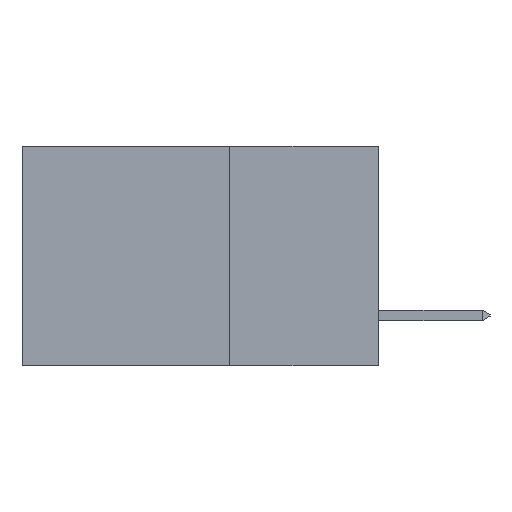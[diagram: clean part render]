
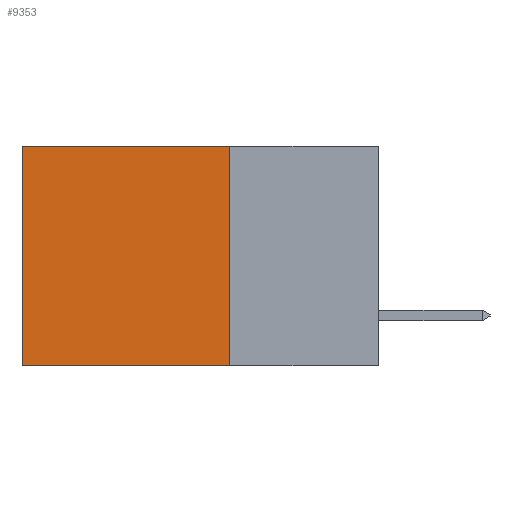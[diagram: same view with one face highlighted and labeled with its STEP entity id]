
A CAD part, left-side view. The second image highlights one B-rep face of the part: STEP entity #9353.
In plain terms, the highlighted planar face has unit normal (-1, 0, 0).
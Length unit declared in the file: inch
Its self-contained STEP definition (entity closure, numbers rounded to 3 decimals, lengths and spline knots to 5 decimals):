
#1256 = VECTOR ( 'NONE', #5300, 39.37008 ) ;
#1999 = ORIENTED_EDGE ( 'NONE', *, *, #12249, .F. ) ;
#2042 = VERTEX_POINT ( 'NONE', #2574 ) ;
#2574 = CARTESIAN_POINT ( 'NONE',  ( 0.2615, 0.25, -0.37 ) ) ;
#4361 = DIRECTION ( 'NONE',  ( 0., 1., 0. ) ) ;
#4911 = DIRECTION ( 'NONE',  ( 0., 0., -1. ) ) ;
#5300 = DIRECTION ( 'NONE',  ( 0., 0., -1. ) ) ;
#5354 = ORIENTED_EDGE ( 'NONE', *, *, #7956, .T. ) ;
#5378 = PLANE ( 'NONE',  #6242 ) ;
#6116 = LINE ( 'NONE', #12606, #10502 ) ;
#6242 = AXIS2_PLACEMENT_3D ( 'NONE', #6817, #8274, #18744 ) ;
#6817 = CARTESIAN_POINT ( 'NONE',  ( 0.2615, 0.25, -0.37 ) ) ;
#6936 = FACE_OUTER_BOUND ( 'NONE', #9271, .T. ) ;
#7389 = VERTEX_POINT ( 'NONE', #9557 ) ;
#7956 = EDGE_CURVE ( 'NONE', #17962, #7389, #6116, .T. ) ;
#7989 = EDGE_CURVE ( 'NONE', #15755, #2042, #17060, .T. ) ;
#8274 = DIRECTION ( 'NONE',  ( 1., 0., 0. ) ) ;
#9168 = CARTESIAN_POINT ( 'NONE',  ( 0.2615, 0.6, 0. ) ) ;
#9271 = EDGE_LOOP ( 'NONE', ( #5354, #1999, #12531, #11297 ) ) ;
#9353 = ADVANCED_FACE ( 'NONE', ( #6936 ), #5378, .F. ) ;
#9556 = LINE ( 'NONE', #14899, #17091 ) ;
#9557 = CARTESIAN_POINT ( 'NONE',  ( 0.2615, 0.6, -0.37 ) ) ;
#10502 = VECTOR ( 'NONE', #4911, 39.37008 ) ;
#11297 = ORIENTED_EDGE ( 'NONE', *, *, #13139, .T. ) ;
#12249 = EDGE_CURVE ( 'NONE', #2042, #7389, #9556, .T. ) ;
#12531 = ORIENTED_EDGE ( 'NONE', *, *, #7989, .F. ) ;
#12606 = CARTESIAN_POINT ( 'NONE',  ( 0.2615, 0.6, -0.37 ) ) ;
#12675 = CARTESIAN_POINT ( 'NONE',  ( 0.2615, 0.25, -0.37 ) ) ;
#13139 = EDGE_CURVE ( 'NONE', #15755, #17962, #16590, .T. ) ;
#13205 = CARTESIAN_POINT ( 'NONE',  ( 0.2615, 0.25, 0. ) ) ;
#13231 = CARTESIAN_POINT ( 'NONE',  ( 0.2615, 0.25, 0. ) ) ;
#14899 = CARTESIAN_POINT ( 'NONE',  ( 0.2615, 0.25, -0.37 ) ) ;
#15755 = VERTEX_POINT ( 'NONE', #13205 ) ;
#16409 = DIRECTION ( 'NONE',  ( 0., 1., 0. ) ) ;
#16590 = LINE ( 'NONE', #13231, #17049 ) ;
#17049 = VECTOR ( 'NONE', #4361, 39.37008 ) ;
#17060 = LINE ( 'NONE', #12675, #1256 ) ;
#17091 = VECTOR ( 'NONE', #16409, 39.37008 ) ;
#17962 = VERTEX_POINT ( 'NONE', #9168 ) ;
#18744 = DIRECTION ( 'NONE',  ( 0., 0., -1. ) ) ;
